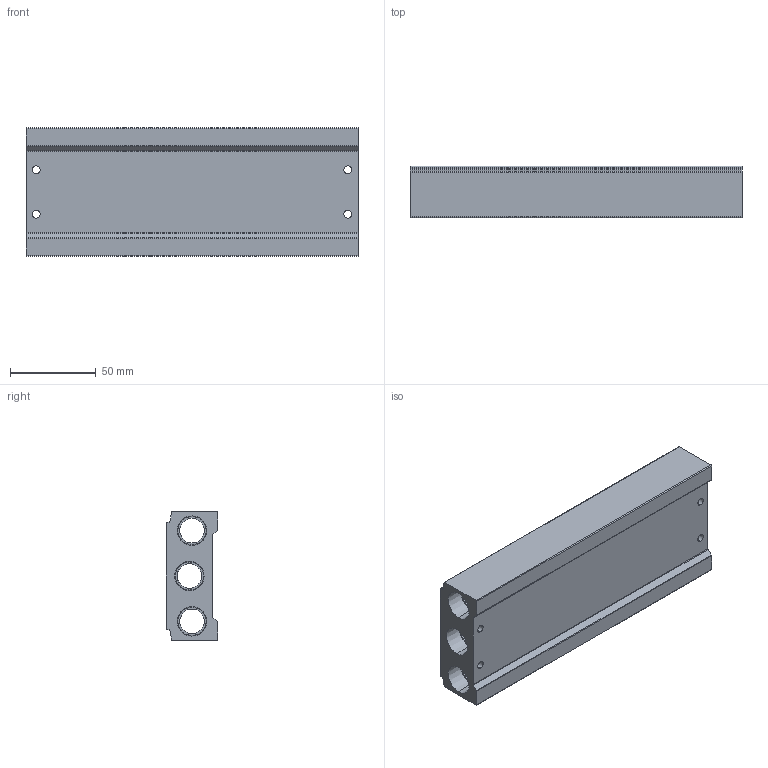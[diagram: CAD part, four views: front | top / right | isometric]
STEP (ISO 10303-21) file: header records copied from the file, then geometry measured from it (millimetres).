
FILE_DESCRIPTION (( 'STEP AP203' ), '1' );
FILE_NAME ('AM-536.step', '2015-11-10T16:23:31', ( '' ), ( '' ), 'SwSTEP 2.0', 'SolidWorks 2015', '' );
FILE_SCHEMA (( 'CONFIG_CONTROL_DESIGN' ));
Length unit declared in the file: millimetre
Products named in the file (1): AM-536
Bounding box: 194 x 30 x 75 mm (x, y, z)
Volume: 289684.1 mm3; surface area: 74528.4 mm2
Topology: 1 solids, 1 shells, 165 faces, 447 edges, 278 vertices
Faces by surface type: cylinder 85, plane 44, cone 36
Entity records: 6116 total; most frequent: CARTESIAN_POINT 1791, DIRECTION 925, ORIENTED_EDGE 846, EDGE_CURVE 423, AXIS2_PLACEMENT_3D 372, VERTEX_POINT 278, EDGE_LOOP 233, CIRCLE 206
